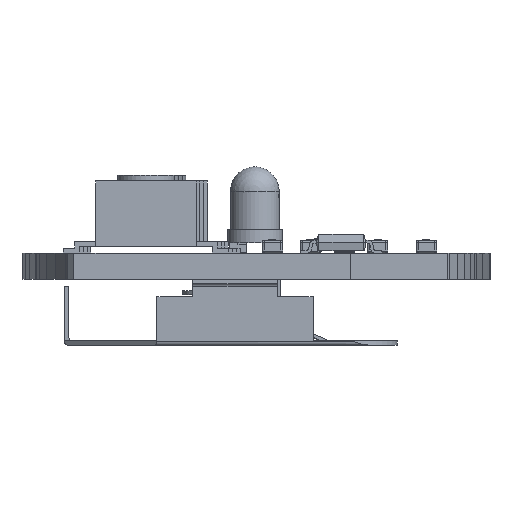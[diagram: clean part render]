
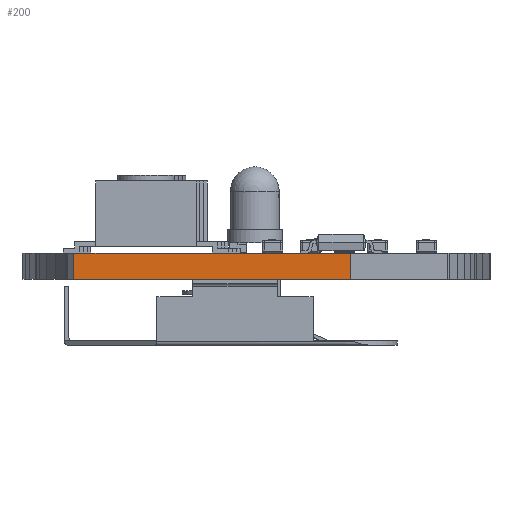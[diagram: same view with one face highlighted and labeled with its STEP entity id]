
A CAD part, front view. The second image highlights one B-rep face of the part: STEP entity #200.
In plain terms, the highlighted planar face has unit normal (0, -1, 0).
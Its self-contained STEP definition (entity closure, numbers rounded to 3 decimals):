
#95 = PLANE('',#96);
#96 = AXIS2_PLACEMENT_3D('',#97,#98,#99);
#97 = CARTESIAN_POINT('',(16.296,10.236,0.));
#98 = DIRECTION('',(0.746,0.666,0.));
#99 = DIRECTION('',(0.666,-0.746,0.));
#120 = VERTEX_POINT('',#121);
#121 = CARTESIAN_POINT('',(16.699,9.785,1.591));
#135 = PLANE('',#136);
#136 = AXIS2_PLACEMENT_3D('',#137,#138,#139);
#137 = CARTESIAN_POINT('',(16.296,10.236,1.591));
#138 = DIRECTION('',(0.,0.,-1.));
#139 = DIRECTION('',(-1.,0.,0.));
#147 = EDGE_CURVE('',#148,#120,#150,.T.);
#148 = VERTEX_POINT('',#149);
#149 = CARTESIAN_POINT('',(16.699,9.785,0.));
#150 = SURFACE_CURVE('',#151,(#155,#162),.PCURVE_S1.);
#151 = LINE('',#152,#153);
#152 = CARTESIAN_POINT('',(16.699,9.785,0.));
#153 = VECTOR('',#154,1.);
#154 = DIRECTION('',(0.,0.,1.));
#155 = PCURVE('',#95,#156);
#156 = DEFINITIONAL_REPRESENTATION('',(#157),#161);
#157 = LINE('',#158,#159);
#158 = CARTESIAN_POINT('',(0.606,0.));
#159 = VECTOR('',#160,1.);
#160 = DIRECTION('',(0.,-1.));
#161 = ( GEOMETRIC_REPRESENTATION_CONTEXT(2) 
PARAMETRIC_REPRESENTATION_CONTEXT() REPRESENTATION_CONTEXT('2D SPACE',''
  ) );
#162 = PCURVE('',#163,#168);
#163 = PLANE('',#164);
#164 = AXIS2_PLACEMENT_3D('',#165,#166,#167);
#165 = CARTESIAN_POINT('',(16.699,9.785,0.));
#166 = DIRECTION('',(0.,1.,0.));
#167 = DIRECTION('',(1.,0.,0.));
#168 = DEFINITIONAL_REPRESENTATION('',(#169),#173);
#169 = LINE('',#170,#171);
#170 = CARTESIAN_POINT('',(0.,0.));
#171 = VECTOR('',#172,1.);
#172 = DIRECTION('',(0.,-1.));
#173 = ( GEOMETRIC_REPRESENTATION_CONTEXT(2) 
PARAMETRIC_REPRESENTATION_CONTEXT() REPRESENTATION_CONTEXT('2D SPACE',''
  ) );
#189 = PLANE('',#190);
#190 = AXIS2_PLACEMENT_3D('',#191,#192,#193);
#191 = CARTESIAN_POINT('',(16.296,10.236,0.));
#192 = DIRECTION('',(0.,0.,-1.));
#193 = DIRECTION('',(-1.,0.,0.));
#200 = ADVANCED_FACE('',(#201),#163,.F.);
#201 = FACE_BOUND('',#202,.F.);
#202 = EDGE_LOOP('',(#203,#204,#227,#255));
#203 = ORIENTED_EDGE('',*,*,#147,.T.);
#204 = ORIENTED_EDGE('',*,*,#205,.T.);
#205 = EDGE_CURVE('',#120,#206,#208,.T.);
#206 = VERTEX_POINT('',#207);
#207 = CARTESIAN_POINT('',(33.367,9.786,1.591));
#208 = SURFACE_CURVE('',#209,(#213,#220),.PCURVE_S1.);
#209 = LINE('',#210,#211);
#210 = CARTESIAN_POINT('',(16.699,9.785,1.591));
#211 = VECTOR('',#212,1.);
#212 = DIRECTION('',(1.,0.,0.));
#213 = PCURVE('',#163,#214);
#214 = DEFINITIONAL_REPRESENTATION('',(#215),#219);
#215 = LINE('',#216,#217);
#216 = CARTESIAN_POINT('',(0.,-1.591));
#217 = VECTOR('',#218,1.);
#218 = DIRECTION('',(1.,0.));
#219 = ( GEOMETRIC_REPRESENTATION_CONTEXT(2) 
PARAMETRIC_REPRESENTATION_CONTEXT() REPRESENTATION_CONTEXT('2D SPACE',''
  ) );
#220 = PCURVE('',#135,#221);
#221 = DEFINITIONAL_REPRESENTATION('',(#222),#226);
#222 = LINE('',#223,#224);
#223 = CARTESIAN_POINT('',(-0.404,-0.452));
#224 = VECTOR('',#225,1.);
#225 = DIRECTION('',(-1.,0.));
#226 = ( GEOMETRIC_REPRESENTATION_CONTEXT(2) 
PARAMETRIC_REPRESENTATION_CONTEXT() REPRESENTATION_CONTEXT('2D SPACE',''
  ) );
#227 = ORIENTED_EDGE('',*,*,#228,.F.);
#228 = EDGE_CURVE('',#229,#206,#231,.T.);
#229 = VERTEX_POINT('',#230);
#230 = CARTESIAN_POINT('',(33.367,9.786,0.));
#231 = SURFACE_CURVE('',#232,(#236,#243),.PCURVE_S1.);
#232 = LINE('',#233,#234);
#233 = CARTESIAN_POINT('',(33.367,9.786,0.));
#234 = VECTOR('',#235,1.);
#235 = DIRECTION('',(0.,0.,1.));
#236 = PCURVE('',#163,#237);
#237 = DEFINITIONAL_REPRESENTATION('',(#238),#242);
#238 = LINE('',#239,#240);
#239 = CARTESIAN_POINT('',(16.668,0.));
#240 = VECTOR('',#241,1.);
#241 = DIRECTION('',(0.,-1.));
#242 = ( GEOMETRIC_REPRESENTATION_CONTEXT(2) 
PARAMETRIC_REPRESENTATION_CONTEXT() REPRESENTATION_CONTEXT('2D SPACE',''
  ) );
#243 = PCURVE('',#244,#249);
#244 = PLANE('',#245);
#245 = AXIS2_PLACEMENT_3D('',#246,#247,#248);
#246 = CARTESIAN_POINT('',(33.367,9.786,0.));
#247 = DIRECTION('',(-1.,0.,0.));
#248 = DIRECTION('',(0.,1.,0.));
#249 = DEFINITIONAL_REPRESENTATION('',(#250),#254);
#250 = LINE('',#251,#252);
#251 = CARTESIAN_POINT('',(0.,0.));
#252 = VECTOR('',#253,1.);
#253 = DIRECTION('',(0.,-1.));
#254 = ( GEOMETRIC_REPRESENTATION_CONTEXT(2) 
PARAMETRIC_REPRESENTATION_CONTEXT() REPRESENTATION_CONTEXT('2D SPACE',''
  ) );
#255 = ORIENTED_EDGE('',*,*,#256,.F.);
#256 = EDGE_CURVE('',#148,#229,#257,.T.);
#257 = SURFACE_CURVE('',#258,(#262,#269),.PCURVE_S1.);
#258 = LINE('',#259,#260);
#259 = CARTESIAN_POINT('',(16.699,9.785,0.));
#260 = VECTOR('',#261,1.);
#261 = DIRECTION('',(1.,0.,0.));
#262 = PCURVE('',#163,#263);
#263 = DEFINITIONAL_REPRESENTATION('',(#264),#268);
#264 = LINE('',#265,#266);
#265 = CARTESIAN_POINT('',(0.,0.));
#266 = VECTOR('',#267,1.);
#267 = DIRECTION('',(1.,0.));
#268 = ( GEOMETRIC_REPRESENTATION_CONTEXT(2) 
PARAMETRIC_REPRESENTATION_CONTEXT() REPRESENTATION_CONTEXT('2D SPACE',''
  ) );
#269 = PCURVE('',#189,#270);
#270 = DEFINITIONAL_REPRESENTATION('',(#271),#275);
#271 = LINE('',#272,#273);
#272 = CARTESIAN_POINT('',(-0.404,-0.452));
#273 = VECTOR('',#274,1.);
#274 = DIRECTION('',(-1.,0.));
#275 = ( GEOMETRIC_REPRESENTATION_CONTEXT(2) 
PARAMETRIC_REPRESENTATION_CONTEXT() REPRESENTATION_CONTEXT('2D SPACE',''
  ) );
